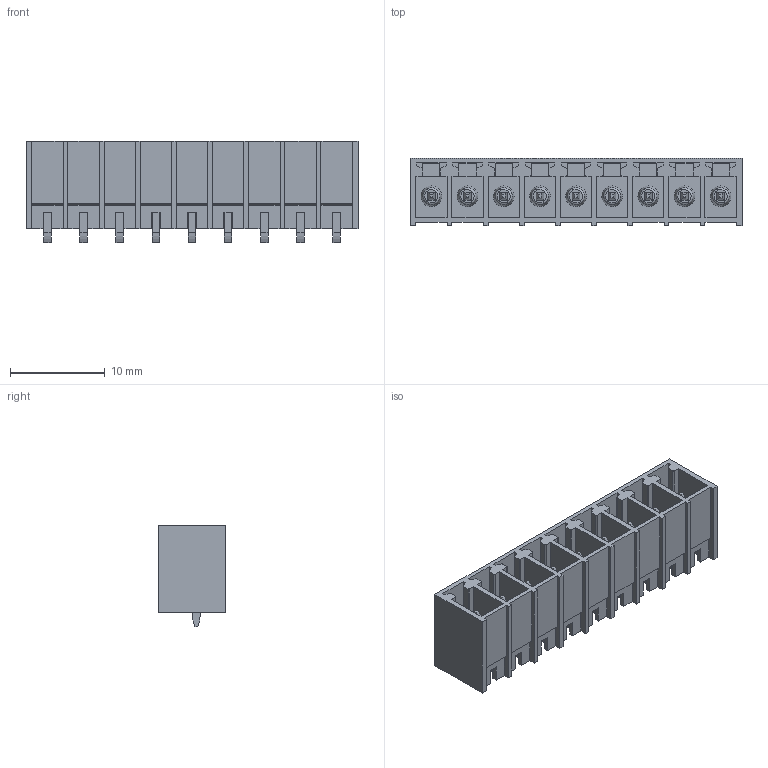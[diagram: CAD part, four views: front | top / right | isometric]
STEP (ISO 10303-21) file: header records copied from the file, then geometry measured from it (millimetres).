
FILE_DESCRIPTION(('CATIA V5 STEP Exchange','CAx-IF Rec.Pracs.--- Model Styling and Organization---1.2---2011-12-15'),'2;1');
FILE_NAME ('D1457764_0_1864340000_1864340000.stp','2018-10-13T04:25:37+00:00',('none'),('Weidmueller'),'CATIA Version 5-6 Release 2014','CATIA V5 STEP AP214','none');
FILE_SCHEMA(('AUTOMOTIVE_DESIGN { 1 0 10303 214 1 1 1 1 }'));
Length unit declared in the file: millimetre
Products named in the file (1): 1864340000
Bounding box: 34.98 x 7.07 x 10.7 mm (x, y, z)
Volume: 872.1 mm3; surface area: 3265 mm2
Topology: 10 solids, 10 shells, 607 faces, 1730 edges, 1170 vertices
Faces by surface type: plane 483, cylinder 88, torus 18, cone 18
Entity records: 18122 total; most frequent: ORIENTED_EDGE 3460, CARTESIAN_POINT 3370, DIRECTION 2344, EDGE_CURVE 1730, VECTOR 1482, LINE 1482, VERTEX_POINT 1170, EDGE_LOOP 652
